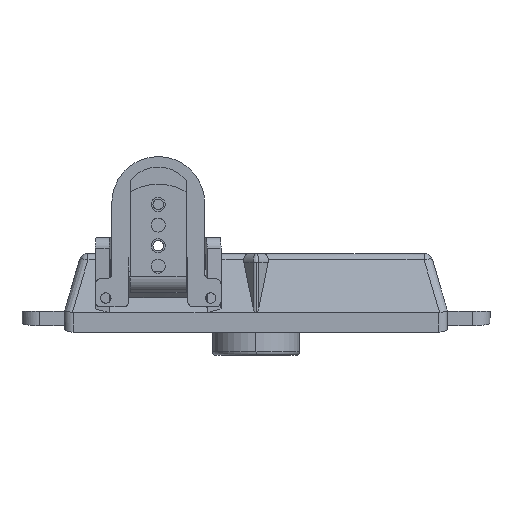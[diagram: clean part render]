
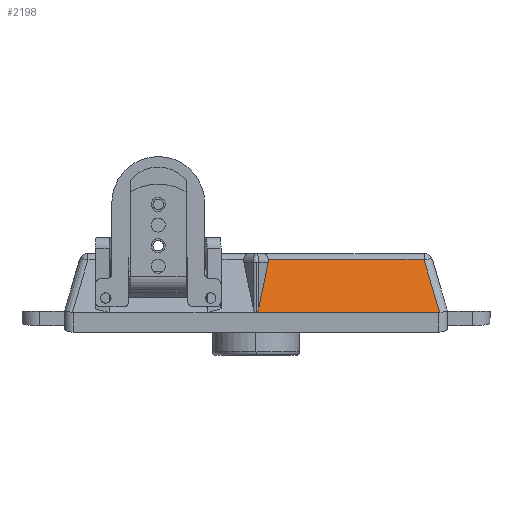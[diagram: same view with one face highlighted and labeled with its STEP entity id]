
A CAD part, top view. The second image highlights one B-rep face of the part: STEP entity #2198.
In plain terms, the highlighted planar face has unit normal (0, 0.282, 0.959).
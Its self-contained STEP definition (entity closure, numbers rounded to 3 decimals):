
#85 = EDGE_CURVE ( 'NONE', #14602, #1607, #23261, .T. ) ;
#462 = PLANE ( 'NONE',  #15029 ) ;
#483 = CARTESIAN_POINT ( 'NONE',  ( 3.544, 17.976, -4.405 ) ) ;
#715 = CARTESIAN_POINT ( 'NONE',  ( 0., 3., 0. ) ) ;
#1607 = VERTEX_POINT ( 'NONE', #9119 ) ;
#2198 = ADVANCED_FACE ( 'NONE', ( #6329 ), #462, .T. ) ;
#2371 = DIRECTION ( 'NONE',  ( 1., 0., 0. ) ) ;
#2758 = CARTESIAN_POINT ( 'NONE',  ( 0.821, 4.459, -0.429 ) ) ;
#2892 = CARTESIAN_POINT ( 'NONE',  ( 0.63, 3.526, -0.155 ) ) ;
#3137 = EDGE_CURVE ( 'NONE', #12764, #14602, #5872, .T. ) ;
#3356 = CARTESIAN_POINT ( 'NONE',  ( 0., 3., 0. ) ) ;
#4087 = CARTESIAN_POINT ( 'NONE',  ( 52.353, 3., 0. ) ) ;
#4351 = CARTESIAN_POINT ( 'NONE',  ( 52.432, 3., 0. ) ) ;
#4527 =( BOUNDED_CURVE ( )  B_SPLINE_CURVE ( 3, ( #4827, #483, #25505, #5099 ),
 .UNSPECIFIED., .F., .F. ) 
 B_SPLINE_CURVE_WITH_KNOTS ( ( 4, 4 ),
 ( 0.19, 0.476 ),
 .UNSPECIFIED. ) 
 CURVE ( )  GEOMETRIC_REPRESENTATION_ITEM ( )  RATIONAL_B_SPLINE_CURVE ( ( 1., 0.993, 0.993, 1. ) ) 
 REPRESENTATION_ITEM ( '' )  );
#4827 = CARTESIAN_POINT ( 'NONE',  ( 3.509, 18.205, -4.472 ) ) ;
#5099 = CARTESIAN_POINT ( 'NONE',  ( 3.489, 17.5, -4.265 ) ) ;
#5298 = LINE ( 'NONE', #17675, #26408 ) ;
#5431 = DIRECTION ( 'NONE',  ( -1., 0., 0. ) ) ;
#5807 = CARTESIAN_POINT ( 'NONE',  ( 52.59, 3.038, -0.011 ) ) ;
#5872 = LINE ( 'NONE', #18252, #9833 ) ;
#6210 = CARTESIAN_POINT ( 'NONE',  ( 48.129, 18.205, -4.472 ) ) ;
#6329 = FACE_OUTER_BOUND ( 'NONE', #16861, .T. ) ;
#6453 = EDGE_CURVE ( 'NONE', #10799, #9338, #25244, .T. ) ;
#6529 = CARTESIAN_POINT ( 'NONE',  ( 52.59, 3.038, -0.011 ) ) ;
#8292 = CARTESIAN_POINT ( 'NONE',  ( 52.353, 3., 0. ) ) ;
#8425 = CARTESIAN_POINT ( 'NONE',  ( 52.511, 3.013, -0.004 ) ) ;
#8725 = EDGE_CURVE ( 'NONE', #9048, #24118, #5298, .T. ) ;
#9048 = VERTEX_POINT ( 'NONE', #16848 ) ;
#9119 = CARTESIAN_POINT ( 'NONE',  ( 52.59, 3.038, -0.011 ) ) ;
#9338 = VERTEX_POINT ( 'NONE', #24160 ) ;
#9833 = VECTOR ( 'NONE', #13879, 1000. ) ;
#10008 = CARTESIAN_POINT ( 'NONE',  ( 49.168, 14.676, -3.434 ) ) ;
#10799 = VERTEX_POINT ( 'NONE', #20404 ) ;
#12057 = CARTESIAN_POINT ( 'NONE',  ( 51.244, 7.617, -1.358 ) ) ;
#12307 = ORIENTED_EDGE ( 'NONE', *, *, #12947, .T. ) ;
#12695 = DIRECTION ( 'NONE',  ( 0., 0.282, 0.959 ) ) ;
#12764 = VERTEX_POINT ( 'NONE', #3356 ) ;
#12866 = ORIENTED_EDGE ( 'NONE', *, *, #6453, .T. ) ;
#12947 = EDGE_CURVE ( 'NONE', #1607, #9048, #16460, .T. ) ;
#13879 = DIRECTION ( 'NONE',  ( 1., 0., 0. ) ) ;
#14602 = VERTEX_POINT ( 'NONE', #8292 ) ;
#15029 = AXIS2_PLACEMENT_3D ( 'NONE', #22914, #12695, #2371 ) ;
#15184 = EDGE_CURVE ( 'NONE', #24118, #10799, #4527, .T. ) ;
#16141 = CARTESIAN_POINT ( 'NONE',  ( 52.141, 4.564, -0.46 ) ) ;
#16425 = CARTESIAN_POINT ( 'NONE',  ( -1.427, -6.529, 2.803 ) ) ;
#16460 = B_SPLINE_CURVE_WITH_KNOTS ( 'NONE', 3,
 ( #5807, #16141, #24441, #12057, #26740, #10008, #6210 ),
 .UNSPECIFIED., .F., .F.,
 ( 4, 3, 4 ),
 ( 0., 0.005, 0.016 ),
 .UNSPECIFIED. ) ;
#16770 = ORIENTED_EDGE ( 'NONE', *, *, #20267, .T. ) ;
#16848 = CARTESIAN_POINT ( 'NONE',  ( 48.129, 18.205, -4.472 ) ) ;
#16861 = EDGE_LOOP ( 'NONE', ( #21306, #21477, #12307, #18672, #17296, #12866, #16770 ) ) ;
#17296 = ORIENTED_EDGE ( 'NONE', *, *, #15184, .T. ) ;
#17675 = CARTESIAN_POINT ( 'NONE',  ( -55., 18.205, -4.472 ) ) ;
#18100 = VECTOR ( 'NONE', #18851, 1000. ) ;
#18252 = CARTESIAN_POINT ( 'NONE',  ( -55., 3., 0. ) ) ;
#18672 = ORIENTED_EDGE ( 'NONE', *, *, #8725, .T. ) ;
#18851 = DIRECTION ( 'NONE',  ( -0.193, -0.941, 0.277 ) ) ;
#20267 = EDGE_CURVE ( 'NONE', #9338, #12764, #23974, .T. ) ;
#20404 = CARTESIAN_POINT ( 'NONE',  ( 3.489, 17.5, -4.265 ) ) ;
#20819 = CARTESIAN_POINT ( 'NONE',  ( 3.509, 18.205, -4.472 ) ) ;
#21306 = ORIENTED_EDGE ( 'NONE', *, *, #3137, .T. ) ;
#21477 = ORIENTED_EDGE ( 'NONE', *, *, #85, .T. ) ;
#22914 = CARTESIAN_POINT ( 'NONE',  ( -55., 3., 0. ) ) ;
#23261 =( BOUNDED_CURVE ( )  B_SPLINE_CURVE ( 3, ( #4087, #4351, #8425, #6529 ),
 .UNSPECIFIED., .F., .F. ) 
 B_SPLINE_CURVE_WITH_KNOTS ( ( 4, 4 ),
 ( 3.142, 3.237 ),
 .UNSPECIFIED. ) 
 CURVE ( )  GEOMETRIC_REPRESENTATION_ITEM ( )  RATIONAL_B_SPLINE_CURVE ( ( 1., 0.999, 0.999, 1. ) ) 
 REPRESENTATION_ITEM ( '' )  );
#23974 =( BOUNDED_CURVE ( )  B_SPLINE_CURVE ( 3, ( #2758, #2892, #25874, #715 ),
 .UNSPECIFIED., .F., .T. ) 
 B_SPLINE_CURVE_WITH_KNOTS ( ( 4, 4 ),
 ( 2.178, 3.142 ),
 .UNSPECIFIED. ) 
 CURVE ( )  GEOMETRIC_REPRESENTATION_ITEM ( )  RATIONAL_B_SPLINE_CURVE ( ( 1., 0.924, 0.924, 1. ) ) 
 REPRESENTATION_ITEM ( '' )  );
#24118 = VERTEX_POINT ( 'NONE', #20819 ) ;
#24160 = CARTESIAN_POINT ( 'NONE',  ( 0.821, 4.459, -0.429 ) ) ;
#24441 = CARTESIAN_POINT ( 'NONE',  ( 51.693, 6.091, -0.909 ) ) ;
#25244 = LINE ( 'NONE', #16425, #18100 ) ;
#25505 = CARTESIAN_POINT ( 'NONE',  ( 3.538, 17.739, -4.335 ) ) ;
#25874 = CARTESIAN_POINT ( 'NONE',  ( 0.334, 3., 0. ) ) ;
#26408 = VECTOR ( 'NONE', #5431, 1000. ) ;
#26740 = CARTESIAN_POINT ( 'NONE',  ( 50.206, 11.146, -2.396 ) ) ;
